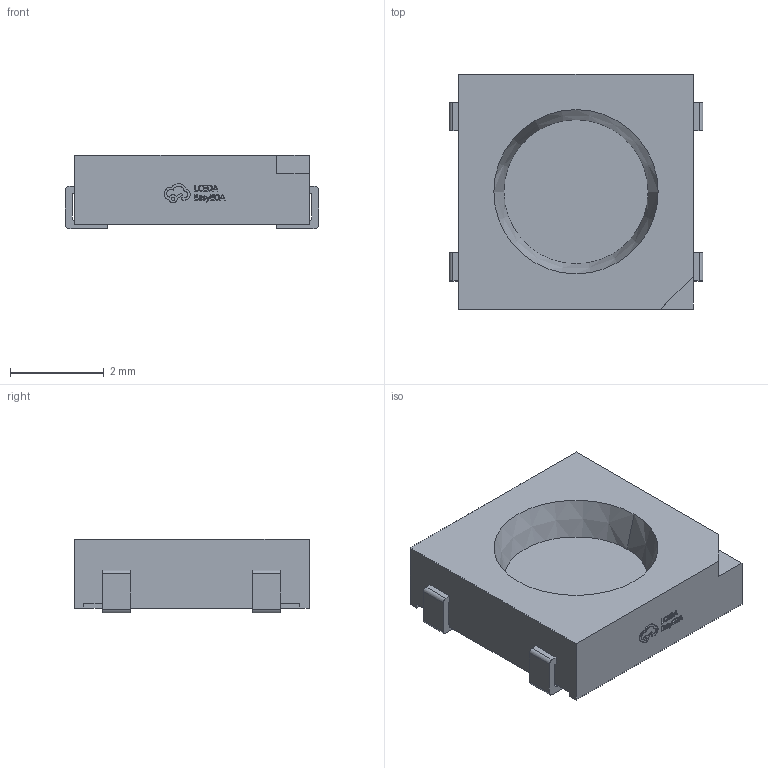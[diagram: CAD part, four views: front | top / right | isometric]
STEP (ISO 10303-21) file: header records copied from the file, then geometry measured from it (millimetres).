
FILE_DESCRIPTION(('FreeCAD Model'),'2;1');
FILE_NAME('Open CASCADE Shape Model','2024-07-09T12:33:51',('Author'),( ''),'Open CASCADE STEP processor 7.5','FreeCAD','Unknown');
FILE_SCHEMA(('AUTOMOTIVE_DESIGN { 1 0 10303 214 1 1 1 1 }'));
Length unit declared in the file: millimetre
Products named in the file (4): PCBModel; hEKu-LED1; LED-SMD_4P-L5.0-W5.0-TL_WS2812B-B; SOLID
Assembly tree (3 placements, depth 4):
  PCBModel
    hEKu-LED1
      LED-SMD_4P-L5.0-W5.0-TL_WS2812B-B
        SOLID
Bounding box: 5.4 x 5.01 x 1.57 mm (x, y, z)
Volume: 29.8 mm3; surface area: 97.2 mm2
Topology: 1 solids, 1 shells, 319 faces, 917 edges, 626 vertices
Faces by surface type: plane 205, bspline 98, cylinder 14, cone 2
Entity records: 25421 total; most frequent: CARTESIAN_POINT 6508, DIRECTION 2579, LINE 2037, VECTOR 2037, ORIENTED_EDGE 1834, PCURVE 1834, DEFINITIONAL_REPRESENTATION 1834, EDGE_CURVE 917
